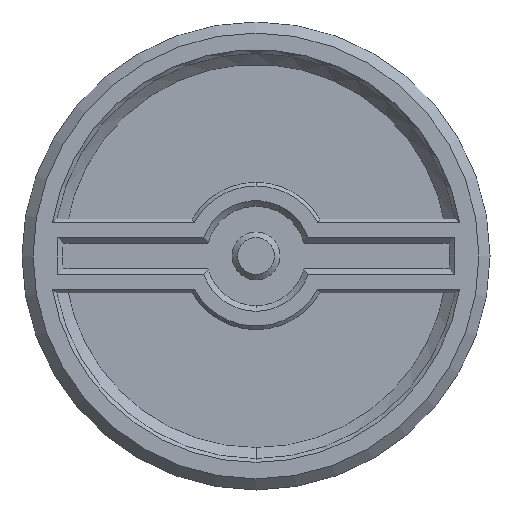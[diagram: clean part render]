
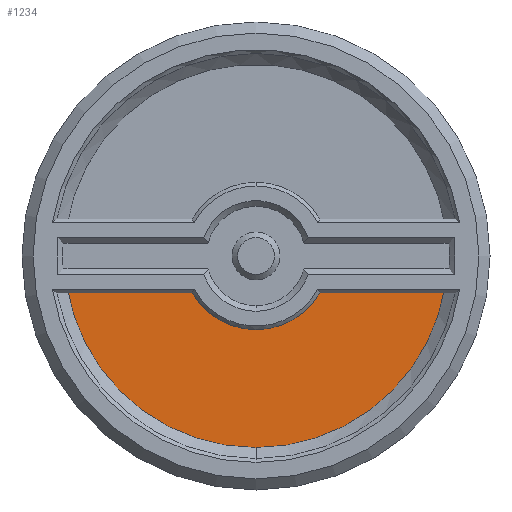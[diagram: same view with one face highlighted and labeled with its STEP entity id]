
A CAD part, left-side view. The second image highlights one B-rep face of the part: STEP entity #1234.
In plain terms, the highlighted planar face has unit normal (-1, 0, 0).
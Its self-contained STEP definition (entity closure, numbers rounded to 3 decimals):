
#1201=CARTESIAN_POINT('',(-156.75,400.,57.));
#1202=DIRECTION('',(-1.,0.,-0.));
#1203=DIRECTION('',(-0.,-0.,1.));
#1204=AXIS2_PLACEMENT_3D('',#1201,#1202,#1203);
#1205=PLANE('',#1204);
#1206=CARTESIAN_POINT('',(-156.75,48.619,49.));
#1207=VERTEX_POINT('',#1206);
#1208=CARTESIAN_POINT('',(-156.75,151.381,49.));
#1209=VERTEX_POINT('',#1208);
#1210=CARTESIAN_POINT('',(-156.75,48.619,49.));
#1211=DIRECTION('',(0.,1.,0.));
#1212=VECTOR('',#1211,102.762);
#1213=LINE('',#1210,#1212);
#1214=EDGE_CURVE('',#1207,#1209,#1213,.T.);
#1215=ORIENTED_EDGE('',*,*,#1214,.T.);
#1216=CARTESIAN_POINT('',(-156.75,100.,5.));
#1217=VERTEX_POINT('',#1216);
#1218=CARTESIAN_POINT('',(-156.75,100.,57.));
#1219=DIRECTION('',(-1.,0.,-0.));
#1220=DIRECTION('',(0.,0.,-1.));
#1221=AXIS2_PLACEMENT_3D('',#1218,#1219,#1220);
#1222=CIRCLE('',#1221,52.);
#1223=EDGE_CURVE('',#1209,#1217,#1222,.T.);
#1224=ORIENTED_EDGE('',*,*,#1223,.T.);
#1225=CARTESIAN_POINT('',(-156.75,100.,57.));
#1226=DIRECTION('',(-1.,0.,-0.));
#1227=DIRECTION('',(0.,0.,-1.));
#1228=AXIS2_PLACEMENT_3D('',#1225,#1226,#1227);
#1229=CIRCLE('',#1228,52.);
#1230=EDGE_CURVE('',#1217,#1207,#1229,.T.);
#1231=ORIENTED_EDGE('',*,*,#1230,.T.);
#1232=EDGE_LOOP('',(#1215,#1224,#1231));
#1233=FACE_BOUND('',#1232,.T.);
#1234=ADVANCED_FACE('',(#1233),#1205,.T.);
